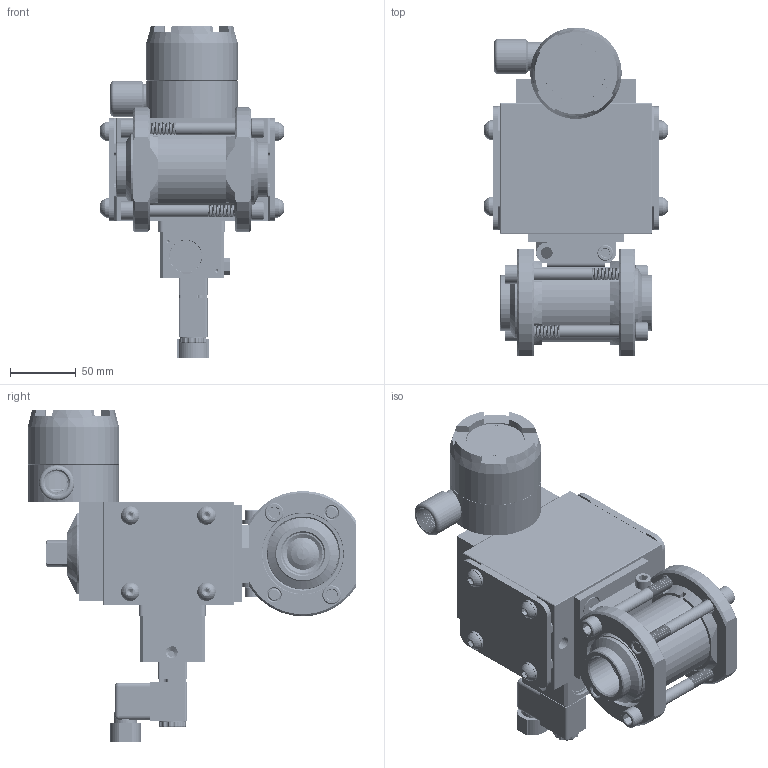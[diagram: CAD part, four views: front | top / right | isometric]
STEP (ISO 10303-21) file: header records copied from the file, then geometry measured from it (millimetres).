
FILE_DESCRIPTION (( 'STEP AP203' ), '1' );
FILE_NAME ('21XXTSWSA522DGPDCLS.step', '2018-03-15T12:20:03', ( '' ), ( '' ), 'SwSTEP 2.0', 'SolidWorks 2017', '' );
FILE_SCHEMA (( 'CONFIG_CONTROL_DESIGN' ));
Products named in the file (1): 21XXTSWSA522DGPDCLS
Bounding box: 139.51 x 249.71 x 252.17 mm (x, y, z)
Volume: 1299210.5 mm3; surface area: 429165.5 mm2
Topology: 66 solids, 66 shells, 3821 faces, 9776 edges, 6121 vertices
Faces by surface type: cylinder 1765, plane 971, cone 772, bspline 155, torus 136, sphere 22
Entity records: 189035 total; most frequent: CARTESIAN_POINT 100240, ORIENTED_EDGE 19296, DIRECTION 18152, EDGE_CURVE 9648, AXIS2_PLACEMENT_3D 7007, VERTEX_POINT 6117, EDGE_LOOP 4193, LINE 4138
